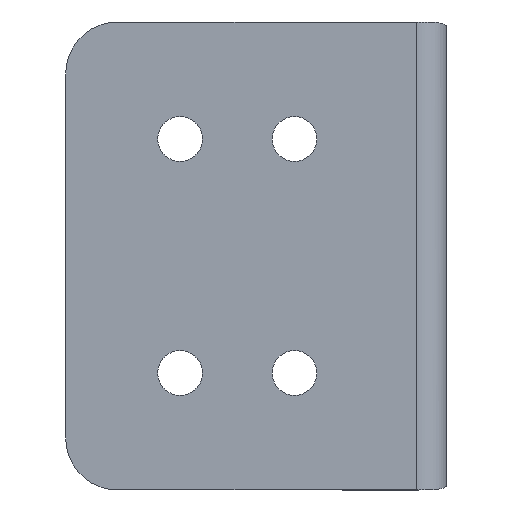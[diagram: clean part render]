
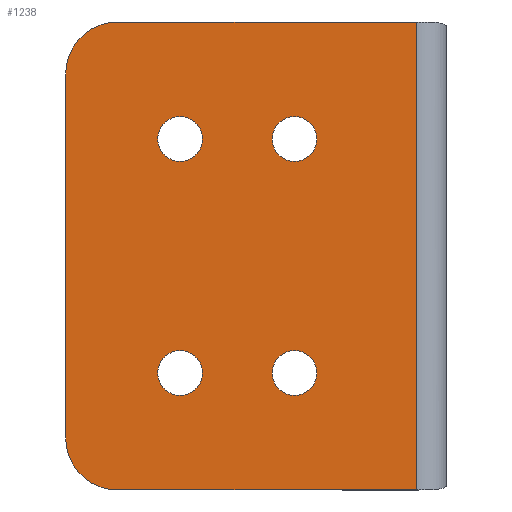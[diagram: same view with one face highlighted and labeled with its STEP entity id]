
A CAD part, front view. The second image highlights one B-rep face of the part: STEP entity #1238.
In plain terms, the highlighted planar face has unit normal (0, -1, 0).
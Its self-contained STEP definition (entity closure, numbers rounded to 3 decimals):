
#1 = CARTESIAN_POINT ( 'NONE',  ( -48., -5., 18.2 ) ) ;
#20 = VECTOR ( 'NONE', #109, 1000. ) ;
#24 = AXIS2_PLACEMENT_3D ( 'NONE', #784, #235, #891 ) ;
#39 = EDGE_CURVE ( 'NONE', #984, #412, #660, .T. ) ;
#44 = FACE_BOUND ( 'NONE', #748, .T. ) ;
#51 = DIRECTION ( 'NONE',  ( -1., 0., 0. ) ) ;
#54 = DIRECTION ( 'NONE',  ( 0., 1., 0. ) ) ;
#78 = ORIENTED_EDGE ( 'NONE', *, *, #664, .F. ) ;
#85 = AXIS2_PLACEMENT_3D ( 'NONE', #1157, #392, #181 ) ;
#86 = EDGE_CURVE ( 'NONE', #494, #1065, #214, .T. ) ;
#104 = LINE ( 'NONE', #852, #20 ) ;
#109 = DIRECTION ( 'NONE',  ( 0., 0., 1. ) ) ;
#117 = CARTESIAN_POINT ( 'NONE',  ( -60., -5., -45. ) ) ;
#120 = DIRECTION ( 'NONE',  ( 0., 0., -1. ) ) ;
#137 = VERTEX_POINT ( 'NONE', #117 ) ;
#138 = CARTESIAN_POINT ( 'NONE',  ( -26., -5., -26.8 ) ) ;
#140 = DIRECTION ( 'NONE',  ( 0., 0., 1. ) ) ;
#143 = CIRCLE ( 'NONE', #306, 4.3 ) ;
#149 = LINE ( 'NONE', #1008, #1092 ) ;
#167 = CARTESIAN_POINT ( 'NONE',  ( -2.542, -5., 45. ) ) ;
#170 = AXIS2_PLACEMENT_3D ( 'NONE', #967, #194, #384 ) ;
#181 = DIRECTION ( 'NONE',  ( 0., 0., 1. ) ) ;
#182 = ORIENTED_EDGE ( 'NONE', *, *, #1079, .F. ) ;
#194 = DIRECTION ( 'NONE',  ( 0., 1., 0. ) ) ;
#214 = CIRCLE ( 'NONE', #1119, 4.3 ) ;
#223 = FACE_BOUND ( 'NONE', #623, .T. ) ;
#225 = LINE ( 'NONE', #1002, #674 ) ;
#235 = DIRECTION ( 'NONE',  ( 0., 1., 0. ) ) ;
#272 = EDGE_CURVE ( 'NONE', #584, #1027, #680, .T. ) ;
#306 = AXIS2_PLACEMENT_3D ( 'NONE', #792, #1167, #140 ) ;
#313 = PLANE ( 'NONE',  #1163 ) ;
#320 = FACE_OUTER_BOUND ( 'NONE', #793, .T. ) ;
#328 = ORIENTED_EDGE ( 'NONE', *, *, #820, .F. ) ;
#334 = FACE_BOUND ( 'NONE', #1094, .T. ) ;
#348 = CARTESIAN_POINT ( 'NONE',  ( -70., -5., -35. ) ) ;
#350 = EDGE_LOOP ( 'NONE', ( #742, #917 ) ) ;
#383 = CARTESIAN_POINT ( 'NONE',  ( -26., -5., -22.5 ) ) ;
#384 = DIRECTION ( 'NONE',  ( 0., 0., 1. ) ) ;
#387 = AXIS2_PLACEMENT_3D ( 'NONE', #473, #893, #434 ) ;
#392 = DIRECTION ( 'NONE',  ( 0., 1., 0. ) ) ;
#409 = CARTESIAN_POINT ( 'NONE',  ( -2.542, -5., -45. ) ) ;
#412 = VERTEX_POINT ( 'NONE', #138 ) ;
#423 = ORIENTED_EDGE ( 'NONE', *, *, #689, .F. ) ;
#425 = DIRECTION ( 'NONE',  ( 0., -1., 0. ) ) ;
#431 = DIRECTION ( 'NONE',  ( 0., 0., 1. ) ) ;
#434 = DIRECTION ( 'NONE',  ( 0., 0., 1. ) ) ;
#459 = ORIENTED_EDGE ( 'NONE', *, *, #1062, .T. ) ;
#467 = CIRCLE ( 'NONE', #24, 4.3 ) ;
#471 = CARTESIAN_POINT ( 'NONE',  ( -26., -5., 26.8 ) ) ;
#473 = CARTESIAN_POINT ( 'NONE',  ( -60., -5., 35. ) ) ;
#494 = VERTEX_POINT ( 'NONE', #738 ) ;
#501 = VERTEX_POINT ( 'NONE', #167 ) ;
#518 = FACE_BOUND ( 'NONE', #350, .T. ) ;
#524 = CIRCLE ( 'NONE', #387, 10. ) ;
#536 = DIRECTION ( 'NONE',  ( 0., 1., 0. ) ) ;
#558 = AXIS2_PLACEMENT_3D ( 'NONE', #702, #709, #1089 ) ;
#567 = ORIENTED_EDGE ( 'NONE', *, *, #597, .T. ) ;
#569 = VECTOR ( 'NONE', #1152, 1000. ) ;
#573 = CARTESIAN_POINT ( 'NONE',  ( -48., -5., -26.8 ) ) ;
#584 = VERTEX_POINT ( 'NONE', #1 ) ;
#597 = EDGE_CURVE ( 'NONE', #1225, #501, #104, .T. ) ;
#606 = CARTESIAN_POINT ( 'NONE',  ( -1.568, -5., 35. ) ) ;
#623 = EDGE_LOOP ( 'NONE', ( #1221, #459 ) ) ;
#642 = AXIS2_PLACEMENT_3D ( 'NONE', #383, #536, #728 ) ;
#660 = CIRCLE ( 'NONE', #642, 4.3 ) ;
#664 = EDGE_CURVE ( 'NONE', #137, #909, #1229, .T. ) ;
#665 = DIRECTION ( 'NONE',  ( 0., 1., 0. ) ) ;
#670 = DIRECTION ( 'NONE',  ( 0., 0., 1. ) ) ;
#671 = CARTESIAN_POINT ( 'NONE',  ( -60., -5., 45. ) ) ;
#672 = VERTEX_POINT ( 'NONE', #969 ) ;
#673 = CARTESIAN_POINT ( 'NONE',  ( -60., -5., -35. ) ) ;
#674 = VECTOR ( 'NONE', #51, 1000. ) ;
#680 = CIRCLE ( 'NONE', #876, 4.3 ) ;
#689 = EDGE_CURVE ( 'NONE', #928, #795, #524, .T. ) ;
#702 = CARTESIAN_POINT ( 'NONE',  ( -26., -5., -22.5 ) ) ;
#709 = DIRECTION ( 'NONE',  ( 0., 1., 0. ) ) ;
#717 = ORIENTED_EDGE ( 'NONE', *, *, #804, .T. ) ;
#728 = DIRECTION ( 'NONE',  ( 0., 0., 1. ) ) ;
#737 = ORIENTED_EDGE ( 'NONE', *, *, #919, .F. ) ;
#738 = CARTESIAN_POINT ( 'NONE',  ( -48., -5., -18.2 ) ) ;
#742 = ORIENTED_EDGE ( 'NONE', *, *, #86, .T. ) ;
#748 = EDGE_LOOP ( 'NONE', ( #1031, #717 ) ) ;
#770 = CARTESIAN_POINT ( 'NONE',  ( -48., -5., 26.8 ) ) ;
#784 = CARTESIAN_POINT ( 'NONE',  ( -48., -5., 22.5 ) ) ;
#792 = CARTESIAN_POINT ( 'NONE',  ( -48., -5., -22.5 ) ) ;
#793 = EDGE_LOOP ( 'NONE', ( #328, #567, #182, #423, #737, #78 ) ) ;
#795 = VERTEX_POINT ( 'NONE', #1178 ) ;
#804 = EDGE_CURVE ( 'NONE', #412, #984, #873, .T. ) ;
#810 = CIRCLE ( 'NONE', #170, 4.3 ) ;
#820 = EDGE_CURVE ( 'NONE', #1225, #137, #225, .T. ) ;
#843 = AXIS2_PLACEMENT_3D ( 'NONE', #673, #959, #863 ) ;
#852 = CARTESIAN_POINT ( 'NONE',  ( -2.542, -5., 35. ) ) ;
#863 = DIRECTION ( 'NONE',  ( 0., 0., -1. ) ) ;
#873 = CIRCLE ( 'NONE', #558, 4.3 ) ;
#876 = AXIS2_PLACEMENT_3D ( 'NONE', #1005, #54, #431 ) ;
#891 = DIRECTION ( 'NONE',  ( 0., 0., 1. ) ) ;
#893 = DIRECTION ( 'NONE',  ( 0., 1., 0. ) ) ;
#904 = CIRCLE ( 'NONE', #85, 4.3 ) ;
#909 = VERTEX_POINT ( 'NONE', #348 ) ;
#917 = ORIENTED_EDGE ( 'NONE', *, *, #1189, .T. ) ;
#919 = EDGE_CURVE ( 'NONE', #909, #928, #149, .T. ) ;
#928 = VERTEX_POINT ( 'NONE', #1016 ) ;
#959 = DIRECTION ( 'NONE',  ( 0., 1., 0. ) ) ;
#967 = CARTESIAN_POINT ( 'NONE',  ( -26., -5., 22.5 ) ) ;
#969 = CARTESIAN_POINT ( 'NONE',  ( -26., -5., 18.2 ) ) ;
#984 = VERTEX_POINT ( 'NONE', #1048 ) ;
#986 = EDGE_CURVE ( 'NONE', #1114, #672, #810, .T. ) ;
#1002 = CARTESIAN_POINT ( 'NONE',  ( -60., -5., -45. ) ) ;
#1005 = CARTESIAN_POINT ( 'NONE',  ( -48., -5., 22.5 ) ) ;
#1008 = CARTESIAN_POINT ( 'NONE',  ( -70., -5., -35. ) ) ;
#1016 = CARTESIAN_POINT ( 'NONE',  ( -70., -5., 35. ) ) ;
#1027 = VERTEX_POINT ( 'NONE', #770 ) ;
#1031 = ORIENTED_EDGE ( 'NONE', *, *, #39, .T. ) ;
#1048 = CARTESIAN_POINT ( 'NONE',  ( -26., -5., -18.2 ) ) ;
#1053 = LINE ( 'NONE', #671, #569 ) ;
#1062 = EDGE_CURVE ( 'NONE', #672, #1114, #904, .T. ) ;
#1065 = VERTEX_POINT ( 'NONE', #573 ) ;
#1079 = EDGE_CURVE ( 'NONE', #795, #501, #1053, .T. ) ;
#1082 = ORIENTED_EDGE ( 'NONE', *, *, #272, .T. ) ;
#1088 = ORIENTED_EDGE ( 'NONE', *, *, #1141, .T. ) ;
#1089 = DIRECTION ( 'NONE',  ( 0., 0., 1. ) ) ;
#1092 = VECTOR ( 'NONE', #1116, 1000. ) ;
#1094 = EDGE_LOOP ( 'NONE', ( #1088, #1082 ) ) ;
#1114 = VERTEX_POINT ( 'NONE', #471 ) ;
#1116 = DIRECTION ( 'NONE',  ( 0., 0., 1. ) ) ;
#1119 = AXIS2_PLACEMENT_3D ( 'NONE', #1139, #665, #670 ) ;
#1139 = CARTESIAN_POINT ( 'NONE',  ( -48., -5., -22.5 ) ) ;
#1141 = EDGE_CURVE ( 'NONE', #1027, #584, #467, .T. ) ;
#1152 = DIRECTION ( 'NONE',  ( 1., 0., 0. ) ) ;
#1157 = CARTESIAN_POINT ( 'NONE',  ( -26., -5., 22.5 ) ) ;
#1163 = AXIS2_PLACEMENT_3D ( 'NONE', #606, #425, #120 ) ;
#1167 = DIRECTION ( 'NONE',  ( 0., 1., 0. ) ) ;
#1178 = CARTESIAN_POINT ( 'NONE',  ( -60., -5., 45. ) ) ;
#1189 = EDGE_CURVE ( 'NONE', #1065, #494, #143, .T. ) ;
#1221 = ORIENTED_EDGE ( 'NONE', *, *, #986, .T. ) ;
#1225 = VERTEX_POINT ( 'NONE', #409 ) ;
#1229 = CIRCLE ( 'NONE', #843, 10. ) ;
#1238 = ADVANCED_FACE ( 'NONE', ( #518, #44, #334, #223, #320 ), #313, .T. ) ;
